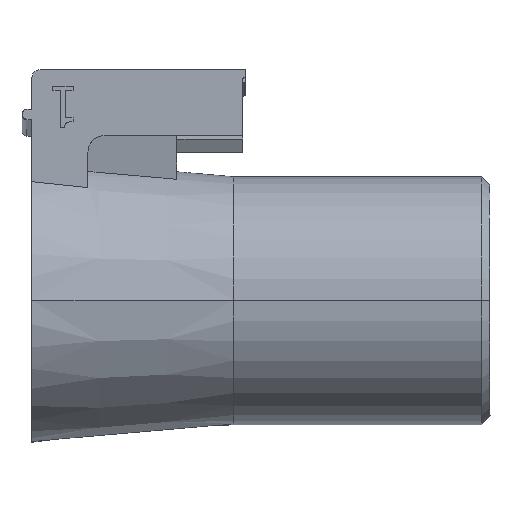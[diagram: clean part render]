
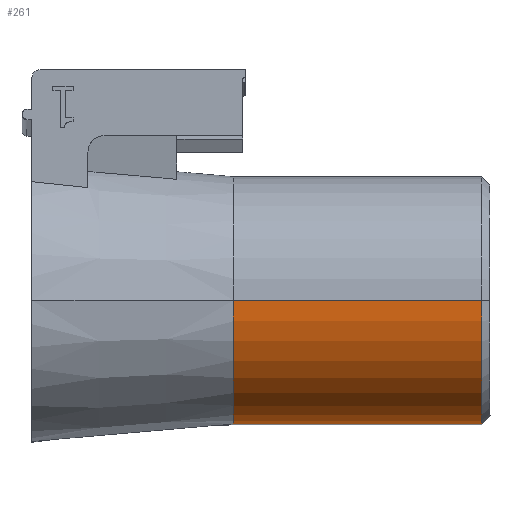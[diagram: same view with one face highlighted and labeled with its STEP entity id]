
A CAD part, front view. The second image highlights one B-rep face of the part: STEP entity #261.
In plain terms, the highlighted cylindrical face has radius 7.5 mm (diameter 15 mm), a partial arc.
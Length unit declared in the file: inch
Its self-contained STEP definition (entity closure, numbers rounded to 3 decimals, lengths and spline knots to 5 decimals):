
#58 = ORIENTED_EDGE ( 'NONE', *, *, #1613, .T. ) ;
#122 = AXIS2_PLACEMENT_3D ( 'NONE', #1385, #2203, #2490 ) ;
#261 = ADVANCED_FACE ( 'NONE', ( #1368 ), #2471, .T. ) ;
#399 = LINE ( 'NONE', #858, #3351 ) ;
#481 = CIRCLE ( 'NONE', #2439, 0.29528 ) ;
#622 = DIRECTION ( 'NONE',  ( 1., 0., 0. ) ) ;
#658 = EDGE_CURVE ( 'NONE', #1988, #3115, #2209, .T. ) ;
#783 = CARTESIAN_POINT ( 'NONE',  ( 0.45, 0., 0. ) ) ;
#858 = CARTESIAN_POINT ( 'NONE',  ( 0.7565, -0.29528, 0. ) ) ;
#932 = CARTESIAN_POINT ( 'NONE',  ( 1.04331, -0.29528, 0. ) ) ;
#964 = ORIENTED_EDGE ( 'NONE', *, *, #2947, .T. ) ;
#1019 = ORIENTED_EDGE ( 'NONE', *, *, #658, .T. ) ;
#1356 = EDGE_CURVE ( 'NONE', #3115, #1701, #481, .T. ) ;
#1368 = FACE_OUTER_BOUND ( 'NONE', #2581, .T. ) ;
#1385 = CARTESIAN_POINT ( 'NONE',  ( 0.7565, 0., 0. ) ) ;
#1502 = AXIS2_PLACEMENT_3D ( 'NONE', #783, #1888, #1618 ) ;
#1613 = EDGE_CURVE ( 'NONE', #1701, #2149, #399, .T. ) ;
#1618 = DIRECTION ( 'NONE',  ( 0., -1., 0. ) ) ;
#1653 = CARTESIAN_POINT ( 'NONE',  ( 0.7565, -0.01238, -0.29502 ) ) ;
#1701 = VERTEX_POINT ( 'NONE', #932 ) ;
#1734 = CARTESIAN_POINT ( 'NONE',  ( 0.45, -0.29528, 0. ) ) ;
#1883 = DIRECTION ( 'NONE',  ( -1., 0., 0. ) ) ;
#1888 = DIRECTION ( 'NONE',  ( 1., 0., 0. ) ) ;
#1988 = VERTEX_POINT ( 'NONE', #2805 ) ;
#2023 = VECTOR ( 'NONE', #622, 39.37008 ) ;
#2149 = VERTEX_POINT ( 'NONE', #1734 ) ;
#2203 = DIRECTION ( 'NONE',  ( -1., 0., 0. ) ) ;
#2209 = LINE ( 'NONE', #1653, #2023 ) ;
#2439 = AXIS2_PLACEMENT_3D ( 'NONE', #2751, #1883, #2700 ) ;
#2471 = CYLINDRICAL_SURFACE ( 'NONE', #122, 0.29528 ) ;
#2481 = CIRCLE ( 'NONE', #1502, 0.29528 ) ;
#2490 = DIRECTION ( 'NONE',  ( 0., -1., 0. ) ) ;
#2581 = EDGE_LOOP ( 'NONE', ( #2702, #58, #964, #1019 ) ) ;
#2700 = DIRECTION ( 'NONE',  ( 0., -1., 0. ) ) ;
#2702 = ORIENTED_EDGE ( 'NONE', *, *, #1356, .T. ) ;
#2751 = CARTESIAN_POINT ( 'NONE',  ( 1.04331, 0., 0. ) ) ;
#2764 = DIRECTION ( 'NONE',  ( -1., 0., 0. ) ) ;
#2805 = CARTESIAN_POINT ( 'NONE',  ( 0.45, -0.01238, -0.29502 ) ) ;
#2928 = CARTESIAN_POINT ( 'NONE',  ( 1.04331, -0.01238, -0.29502 ) ) ;
#2947 = EDGE_CURVE ( 'NONE', #2149, #1988, #2481, .T. ) ;
#3115 = VERTEX_POINT ( 'NONE', #2928 ) ;
#3351 = VECTOR ( 'NONE', #2764, 39.37008 ) ;
